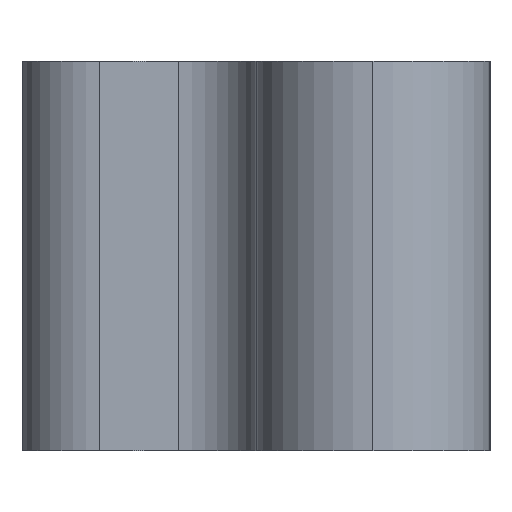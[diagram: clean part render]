
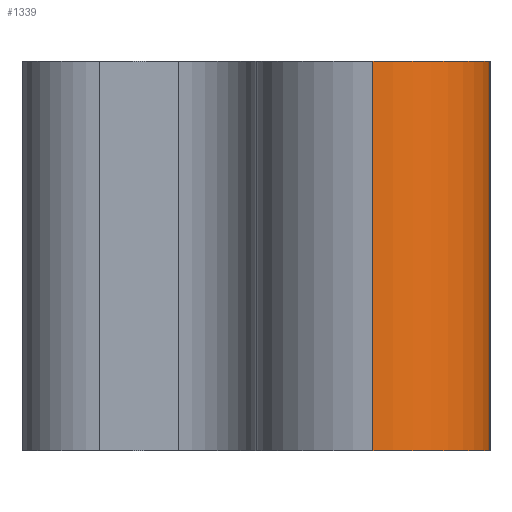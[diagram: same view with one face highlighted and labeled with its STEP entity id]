
A CAD part, left-side view. The second image highlights one B-rep face of the part: STEP entity #1339.
In plain terms, the highlighted cylindrical face has radius 3 mm (diameter 6 mm), a partial arc.
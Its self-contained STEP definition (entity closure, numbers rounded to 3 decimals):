
#73 = CYLINDRICAL_SURFACE ( 'NONE', #1755, 3. ) ;
#109 = VERTEX_POINT ( 'NONE', #410 ) ;
#251 = CARTESIAN_POINT ( 'NONE',  ( -25., -10., 10. ) ) ;
#304 = AXIS2_PLACEMENT_3D ( 'NONE', #839, #953, #960 ) ;
#321 = AXIS2_PLACEMENT_3D ( 'NONE', #636, #644, #650 ) ;
#410 = CARTESIAN_POINT ( 'NONE',  ( -22., -13., 0. ) ) ;
#456 = CARTESIAN_POINT ( 'NONE',  ( -22., -13., 10. ) ) ;
#465 = ORIENTED_EDGE ( 'NONE', *, *, #483, .F. ) ;
#477 = DIRECTION ( 'NONE',  ( 0., 0., -1. ) ) ;
#483 = EDGE_CURVE ( 'NONE', #1557, #109, #1682, .T. ) ;
#484 = DIRECTION ( 'NONE',  ( 0., 0., -1. ) ) ;
#494 = EDGE_CURVE ( 'NONE', #1281, #109, #1268, .T. ) ;
#497 = EDGE_CURVE ( 'NONE', #701, #1281, #1833, .T. ) ;
#502 = EDGE_CURVE ( 'NONE', #701, #1557, #1585, .T. ) ;
#527 = VECTOR ( 'NONE', #477, 1000. ) ;
#582 = ORIENTED_EDGE ( 'NONE', *, *, #497, .T. ) ;
#627 = CARTESIAN_POINT ( 'NONE',  ( -22., -13., 10. ) ) ;
#630 = CARTESIAN_POINT ( 'NONE',  ( -25., -10., 10. ) ) ;
#636 = CARTESIAN_POINT ( 'NONE',  ( -22., -10., 0. ) ) ;
#644 = DIRECTION ( 'NONE',  ( 0., 0., 1. ) ) ;
#650 = DIRECTION ( 'NONE',  ( -1., 0., 0. ) ) ;
#701 = VERTEX_POINT ( 'NONE', #251 ) ;
#839 = CARTESIAN_POINT ( 'NONE',  ( -22., -10., 10. ) ) ;
#953 = DIRECTION ( 'NONE',  ( 0., 0., 1. ) ) ;
#960 = DIRECTION ( 'NONE',  ( -1., 0., 0. ) ) ;
#1156 = DIRECTION ( 'NONE',  ( -1., 0., 0. ) ) ;
#1268 = CIRCLE ( 'NONE', #321, 3. ) ;
#1281 = VERTEX_POINT ( 'NONE', #1980 ) ;
#1339 = ADVANCED_FACE ( 'NONE', ( #1419 ), #73, .T. ) ;
#1364 = ORIENTED_EDGE ( 'NONE', *, *, #494, .T. ) ;
#1365 = ORIENTED_EDGE ( 'NONE', *, *, #502, .F. ) ;
#1419 = FACE_OUTER_BOUND ( 'NONE', #1877, .T. ) ;
#1430 = CARTESIAN_POINT ( 'NONE',  ( -22., -10., 10. ) ) ;
#1557 = VERTEX_POINT ( 'NONE', #627 ) ;
#1558 = DIRECTION ( 'NONE',  ( 0., 0., -1. ) ) ;
#1585 = CIRCLE ( 'NONE', #304, 3. ) ;
#1682 = LINE ( 'NONE', #456, #527 ) ;
#1755 = AXIS2_PLACEMENT_3D ( 'NONE', #1430, #1558, #1156 ) ;
#1833 = LINE ( 'NONE', #630, #1927 ) ;
#1877 = EDGE_LOOP ( 'NONE', ( #1365, #582, #1364, #465 ) ) ;
#1927 = VECTOR ( 'NONE', #484, 1000. ) ;
#1980 = CARTESIAN_POINT ( 'NONE',  ( -25., -10., 0. ) ) ;
